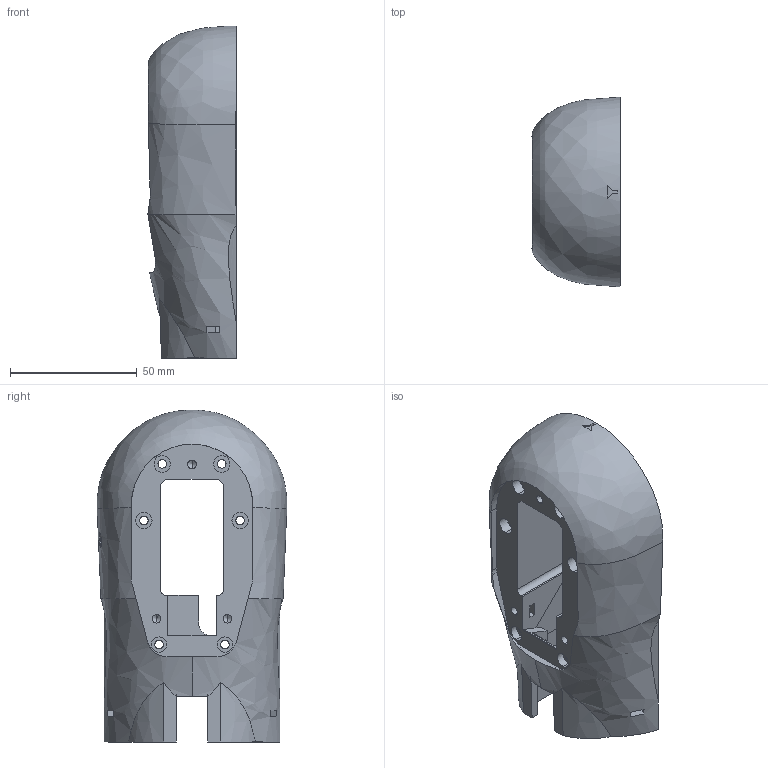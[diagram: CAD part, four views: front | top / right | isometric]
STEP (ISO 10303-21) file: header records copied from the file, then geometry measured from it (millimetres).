
FILE_DESCRIPTION (( 'STEP AP214' ), '1' );
FILE_NAME ('Upper_arm.STEP', '2025-05-27T14:01:19', ( '' ), ( '' ), 'SwSTEP 2.0', 'SolidWorks 2025', '' );
FILE_SCHEMA (( 'AUTOMOTIVE_DESIGN' ));
Length unit declared in the file: millimetre
Products named in the file (1): Upper_arm_part2
Bounding box: 34.88 x 74.94 x 131.19 mm (x, y, z)
Volume: 131064.1 mm3; surface area: 42481 mm2
Topology: 1 solids, 1 shells, 225 faces, 606 edges, 386 vertices
Faces by surface type: plane 104, cylinder 82, cone 19, bspline 12, torus 8
Entity records: 8025 total; most frequent: CARTESIAN_POINT 2470, ORIENTED_EDGE 1184, DIRECTION 1088, EDGE_CURVE 592, VERTEX_POINT 386, AXIS2_PLACEMENT_3D 379, VECTOR 330, LINE 330
